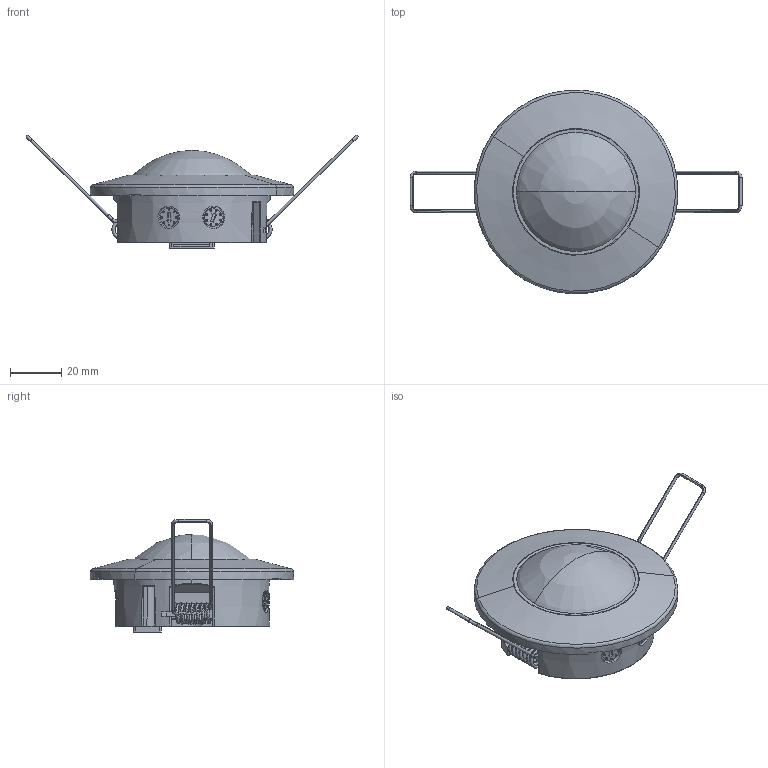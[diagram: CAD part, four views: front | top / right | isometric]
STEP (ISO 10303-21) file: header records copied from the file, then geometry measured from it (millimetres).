
FILE_DESCRIPTION (( 'STEP AP214' ), '1' );
FILE_NAME ('OCCPIRSS94A-2_3D.step', '2024-03-19T17:19:55', ( '' ), ( '' ), 'SwSTEP 2.0', 'SolidWorks 2022', '' );
FILE_SCHEMA (( 'AUTOMOTIVE_DESIGN' ));
Length unit declared in the file: inch
Products named in the file (8): spring bale^OCCPIRSS94A-2; SS94A4^OCCPIRSS94A-2; SS94A3^OCCPIRSS94A-2; SS94A6^OCCPIRSS94A-2; SS94A1^OCCPIRSS94A-2; dome^OCCPIRSS94A-2; SS94A2^OCCPIRSS94A-2; OCCPIRSS94A-2_3D
Assembly tree (8 placements, depth 2):
  OCCPIRSS94A-2_3D
    SS94A3^OCCPIRSS94A-2
    SS94A2^OCCPIRSS94A-2
    SS94A1^OCCPIRSS94A-2
    SS94A4^OCCPIRSS94A-2
    SS94A6^OCCPIRSS94A-2
    spring bale^OCCPIRSS94A-2  x2
    dome^OCCPIRSS94A-2
Bounding box: 130.16 x 79.82 x 44.41 mm (x, y, z)
Volume: 26592.2 mm3; surface area: 35527.9 mm2
Topology: 8 solids, 8 shells, 796 faces, 2011 edges, 1263 vertices
Faces by surface type: plane 340, cylinder 153, bspline 141, cone 109, torus 37, sphere 16
Entity records: 27330 total; most frequent: CARTESIAN_POINT 9183, ORIENTED_EDGE 3922, DIRECTION 3555, EDGE_CURVE 1961, AXIS2_PLACEMENT_3D 1316, VERTEX_POINT 1239, VECTOR 923, LINE 923
